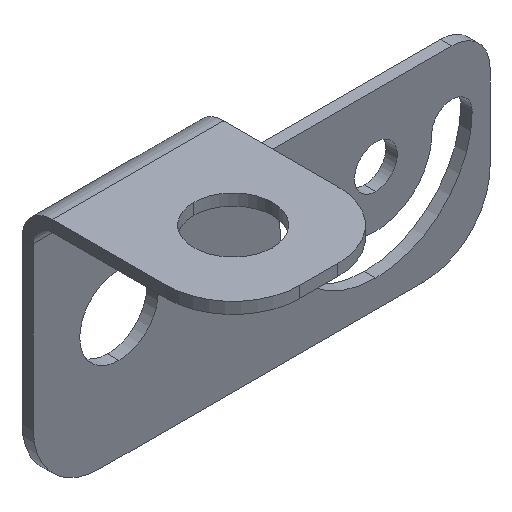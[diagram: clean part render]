
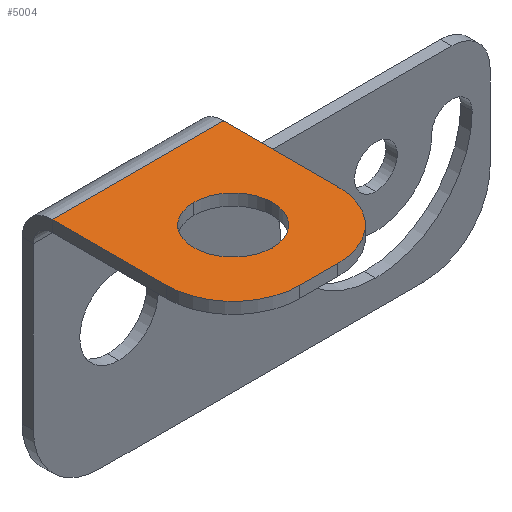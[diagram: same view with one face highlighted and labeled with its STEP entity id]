
A CAD part, isometric view. The second image highlights one B-rep face of the part: STEP entity #5004.
In plain terms, the highlighted planar face has unit normal (0, 0, 1).
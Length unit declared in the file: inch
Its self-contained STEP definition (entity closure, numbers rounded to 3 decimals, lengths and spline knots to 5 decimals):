
#26 = VERTEX_POINT ( 'NONE', #8179 ) ;
#47 = VECTOR ( 'NONE', #10030, 39.37008 ) ;
#88 = CARTESIAN_POINT ( 'NONE',  ( 0., -0.9497, 0.1997 ) ) ;
#187 = CIRCLE ( 'NONE', #10034, 0.25782 ) ;
#435 = DIRECTION ( 'NONE',  ( 0., -1., 0. ) ) ;
#440 = VECTOR ( 'NONE', #2712, 39.37008 ) ;
#606 = CARTESIAN_POINT ( 'NONE',  ( 0., -0.1997, 0.1997 ) ) ;
#649 = DIRECTION ( 'NONE',  ( 0., 0., -1. ) ) ;
#655 = CARTESIAN_POINT ( 'NONE',  ( 1.125, -0.1997, 0.1997 ) ) ;
#997 = AXIS2_PLACEMENT_3D ( 'NONE', #10373, #5876, #10497 ) ;
#1346 = EDGE_LOOP ( 'NONE', ( #8836, #2280 ) ) ;
#1621 = CARTESIAN_POINT ( 'NONE',  ( 1.125, -0.9497, 0.1997 ) ) ;
#1635 = FACE_BOUND ( 'NONE', #1346, .T. ) ;
#1718 = EDGE_LOOP ( 'NONE', ( #10579, #9334, #5552, #6134, #7526, #3537 ) ) ;
#2120 = EDGE_CURVE ( 'NONE', #6386, #8140, #11142, .T. ) ;
#2280 = ORIENTED_EDGE ( 'NONE', *, *, #9958, .T. ) ;
#2697 = DIRECTION ( 'NONE',  ( 0., 0., -1. ) ) ;
#2712 = DIRECTION ( 'NONE',  ( 0., 1., 0. ) ) ;
#2835 = VERTEX_POINT ( 'NONE', #7779 ) ;
#3506 = LINE ( 'NONE', #606, #47 ) ;
#3537 = ORIENTED_EDGE ( 'NONE', *, *, #8984, .T. ) ;
#3949 = VERTEX_POINT ( 'NONE', #7796 ) ;
#4201 = VERTEX_POINT ( 'NONE', #6997 ) ;
#4331 = LINE ( 'NONE', #9795, #6130 ) ;
#4684 = VECTOR ( 'NONE', #5388, 39.37008 ) ;
#5004 = ADVANCED_FACE ( 'NONE', ( #11106, #1635 ), #10987, .F. ) ;
#5388 = DIRECTION ( 'NONE',  ( 1., 0., 0. ) ) ;
#5391 = DIRECTION ( 'NONE',  ( 0., 1., 0. ) ) ;
#5552 = ORIENTED_EDGE ( 'NONE', *, *, #11378, .F. ) ;
#5668 = EDGE_CURVE ( 'NONE', #2835, #3949, #187, .T. ) ;
#5876 = DIRECTION ( 'NONE',  ( 0., 0., -1. ) ) ;
#6130 = VECTOR ( 'NONE', #435, 39.37008 ) ;
#6134 = ORIENTED_EDGE ( 'NONE', *, *, #2120, .T. ) ;
#6137 = DIRECTION ( 'NONE',  ( 0., 1., 0. ) ) ;
#6386 = VERTEX_POINT ( 'NONE', #1621 ) ;
#6395 = EDGE_CURVE ( 'NONE', #26, #10166, #9996, .T. ) ;
#6431 = DIRECTION ( 'NONE',  ( 0., 0., -1. ) ) ;
#6588 = CARTESIAN_POINT ( 'NONE',  ( 0.5625, -0.8247, 0.1997 ) ) ;
#6926 = AXIS2_PLACEMENT_3D ( 'NONE', #7525, #11100, #12139 ) ;
#6997 = CARTESIAN_POINT ( 'NONE',  ( 0., -0.1997, 0.1997 ) ) ;
#7127 = CIRCLE ( 'NONE', #12038, 0.4375 ) ;
#7525 = CARTESIAN_POINT ( 'NONE',  ( 0.6875, -0.9497, 0.1997 ) ) ;
#7526 = ORIENTED_EDGE ( 'NONE', *, *, #12043, .F. ) ;
#7779 = CARTESIAN_POINT ( 'NONE',  ( 0.5625, -1.08251, 0.1997 ) ) ;
#7796 = CARTESIAN_POINT ( 'NONE',  ( 0.5625, -0.56688, 0.1997 ) ) ;
#8140 = VERTEX_POINT ( 'NONE', #655 ) ;
#8179 = CARTESIAN_POINT ( 'NONE',  ( 0.4375, -1.3872, 0.1997 ) ) ;
#8364 = VERTEX_POINT ( 'NONE', #88 ) ;
#8836 = ORIENTED_EDGE ( 'NONE', *, *, #5668, .T. ) ;
#8984 = EDGE_CURVE ( 'NONE', #4201, #8364, #4331, .T. ) ;
#9266 = CIRCLE ( 'NONE', #997, 0.25782 ) ;
#9334 = ORIENTED_EDGE ( 'NONE', *, *, #6395, .T. ) ;
#9795 = CARTESIAN_POINT ( 'NONE',  ( 0., -1.3872, 0.1997 ) ) ;
#9958 = EDGE_CURVE ( 'NONE', #3949, #2835, #9266, .T. ) ;
#9996 = LINE ( 'NONE', #11779, #4684 ) ;
#10030 = DIRECTION ( 'NONE',  ( 1., 0., 0. ) ) ;
#10034 = AXIS2_PLACEMENT_3D ( 'NONE', #6588, #2697, #10104 ) ;
#10104 = DIRECTION ( 'NONE',  ( 0., 1., 0. ) ) ;
#10166 = VERTEX_POINT ( 'NONE', #10857 ) ;
#10193 = AXIS2_PLACEMENT_3D ( 'NONE', #10871, #649, #6137 ) ;
#10373 = CARTESIAN_POINT ( 'NONE',  ( 0.5625, -0.8247, 0.1997 ) ) ;
#10497 = DIRECTION ( 'NONE',  ( 0., 1., 0. ) ) ;
#10579 = ORIENTED_EDGE ( 'NONE', *, *, #11407, .F. ) ;
#10667 = CIRCLE ( 'NONE', #6926, 0.4375 ) ;
#10857 = CARTESIAN_POINT ( 'NONE',  ( 0.6875, -1.3872, 0.1997 ) ) ;
#10871 = CARTESIAN_POINT ( 'NONE',  ( 0., 0., 0.1997 ) ) ;
#10987 = PLANE ( 'NONE',  #10193 ) ;
#11100 = DIRECTION ( 'NONE',  ( 0., 0., -1. ) ) ;
#11106 = FACE_OUTER_BOUND ( 'NONE', #1718, .T. ) ;
#11142 = LINE ( 'NONE', #11273, #440 ) ;
#11273 = CARTESIAN_POINT ( 'NONE',  ( 1.125, -0.0747, 0.1997 ) ) ;
#11378 = EDGE_CURVE ( 'NONE', #6386, #10166, #10667, .T. ) ;
#11407 = EDGE_CURVE ( 'NONE', #26, #8364, #7127, .T. ) ;
#11779 = CARTESIAN_POINT ( 'NONE',  ( 1.125, -1.3872, 0.1997 ) ) ;
#12038 = AXIS2_PLACEMENT_3D ( 'NONE', #12084, #6431, #5391 ) ;
#12043 = EDGE_CURVE ( 'NONE', #4201, #8140, #3506, .T. ) ;
#12084 = CARTESIAN_POINT ( 'NONE',  ( 0.4375, -0.9497, 0.1997 ) ) ;
#12139 = DIRECTION ( 'NONE',  ( 0., 1., 0. ) ) ;
